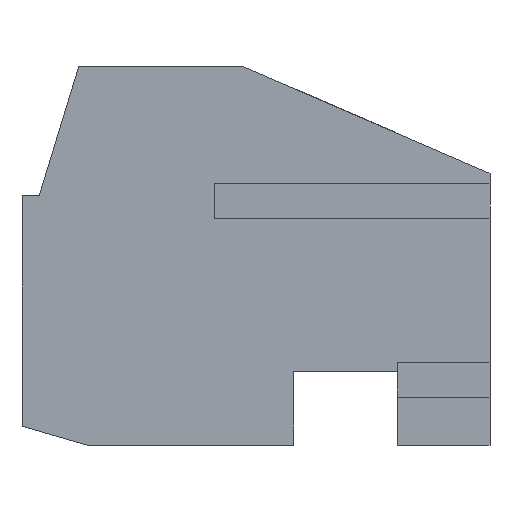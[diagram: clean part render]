
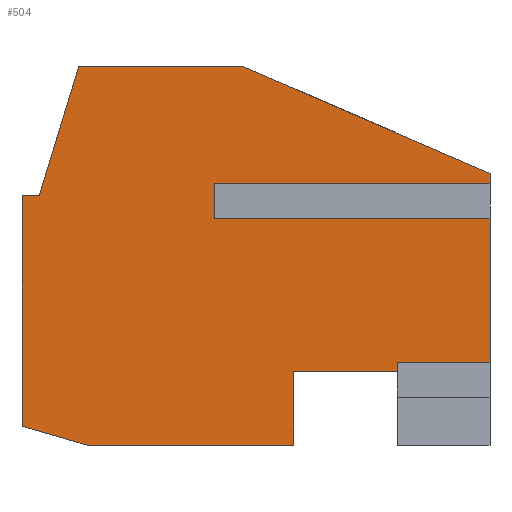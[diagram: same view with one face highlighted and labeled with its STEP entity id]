
A CAD part, left-side view. The second image highlights one B-rep face of the part: STEP entity #504.
In plain terms, the highlighted planar face has unit normal (-1, 0, 0).
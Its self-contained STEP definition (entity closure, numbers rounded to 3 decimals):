
#504 = ADVANCED_FACE( '', ( #1083 ), #1084, .T. );
#1083 = FACE_OUTER_BOUND( '', #1791, .T. );
#1084 = PLANE( '', #1792 );
#1791 = EDGE_LOOP( '', ( #2982, #2983, #2984, #2985, #2986, #2987, #2988, #2989, #2990, #2991, #2992, #2993, #2994, #2995, #2996, #2997 ) );
#1792 = AXIS2_PLACEMENT_3D( '', #2998, #2999, #3000 );
#2982 = ORIENTED_EDGE( '', *, *, #4588, .T. );
#2983 = ORIENTED_EDGE( '', *, *, #4589, .T. );
#2984 = ORIENTED_EDGE( '', *, *, #4331, .F. );
#2985 = ORIENTED_EDGE( '', *, *, #4590, .T. );
#2986 = ORIENTED_EDGE( '', *, *, #4334, .T. );
#2987 = ORIENTED_EDGE( '', *, *, #4591, .T. );
#2988 = ORIENTED_EDGE( '', *, *, #4320, .T. );
#2989 = ORIENTED_EDGE( '', *, *, #4592, .T. );
#2990 = ORIENTED_EDGE( '', *, *, #4593, .T. );
#2991 = ORIENTED_EDGE( '', *, *, #4338, .T. );
#2992 = ORIENTED_EDGE( '', *, *, #4298, .T. );
#2993 = ORIENTED_EDGE( '', *, *, #4594, .T. );
#2994 = ORIENTED_EDGE( '', *, *, #4595, .T. );
#2995 = ORIENTED_EDGE( '', *, *, #4596, .T. );
#2996 = ORIENTED_EDGE( '', *, *, #4597, .T. );
#2997 = ORIENTED_EDGE( '', *, *, #4598, .T. );
#2998 = CARTESIAN_POINT( '', ( -5., 0., 0. ) );
#2999 = DIRECTION( '', ( -1., 0., 0. ) );
#3000 = DIRECTION( '', ( 0., 0., 1. ) );
#4298 = EDGE_CURVE( '', #5158, #5159, #5160, .T. );
#4320 = EDGE_CURVE( '', #5197, #5195, #5198, .T. );
#4331 = EDGE_CURVE( '', #5215, #5211, #5217, .T. );
#4334 = EDGE_CURVE( '', #5222, #5219, #5223, .T. );
#4338 = EDGE_CURVE( '', #5228, #5158, #5229, .T. );
#4588 = EDGE_CURVE( '', #5626, #5627, #5628, .T. );
#4589 = EDGE_CURVE( '', #5627, #5211, #5629, .T. );
#4590 = EDGE_CURVE( '', #5215, #5222, #5630, .T. );
#4591 = EDGE_CURVE( '', #5219, #5197, #5631, .T. );
#4592 = EDGE_CURVE( '', #5195, #5632, #5633, .T. );
#4593 = EDGE_CURVE( '', #5632, #5228, #5634, .T. );
#4594 = EDGE_CURVE( '', #5159, #5635, #5636, .T. );
#4595 = EDGE_CURVE( '', #5635, #5637, #5638, .T. );
#4596 = EDGE_CURVE( '', #5637, #5639, #5640, .T. );
#4597 = EDGE_CURVE( '', #5639, #5641, #5642, .T. );
#4598 = EDGE_CURVE( '', #5641, #5626, #5643, .T. );
#5158 = VERTEX_POINT( '', #6357 );
#5159 = VERTEX_POINT( '', #6358 );
#5160 = LINE( '', #6359, #6360 );
#5195 = VERTEX_POINT( '', #6407 );
#5197 = VERTEX_POINT( '', #6410 );
#5198 = LINE( '', #6411, #6412 );
#5211 = VERTEX_POINT( '', #6430 );
#5215 = VERTEX_POINT( '', #6436 );
#5217 = LINE( '', #6439, #6440 );
#5219 = VERTEX_POINT( '', #6442 );
#5222 = VERTEX_POINT( '', #6446 );
#5223 = LINE( '', #6447, #6448 );
#5228 = VERTEX_POINT( '', #6455 );
#5229 = LINE( '', #6456, #6457 );
#5626 = VERTEX_POINT( '', #7030 );
#5627 = VERTEX_POINT( '', #7031 );
#5628 = LINE( '', #7032, #7033 );
#5629 = LINE( '', #7034, #7035 );
#5630 = LINE( '', #7036, #7037 );
#5631 = LINE( '', #7038, #7039 );
#5632 = VERTEX_POINT( '', #7040 );
#5633 = LINE( '', #7041, #7042 );
#5634 = LINE( '', #7043, #7044 );
#5635 = VERTEX_POINT( '', #7045 );
#5636 = LINE( '', #7046, #7047 );
#5637 = VERTEX_POINT( '', #7048 );
#5638 = LINE( '', #7049, #7050 );
#5639 = VERTEX_POINT( '', #7051 );
#5640 = LINE( '', #7052, #7053 );
#5641 = VERTEX_POINT( '', #7054 );
#5642 = LINE( '', #7055, #7056 );
#5643 = LINE( '', #7057, #7058 );
#6357 = CARTESIAN_POINT( '', ( -5., 4.9, 3.35 ) );
#6358 = CARTESIAN_POINT( '', ( -5., 4.9, -3.35 ) );
#6359 = CARTESIAN_POINT( '', ( -5., 4.9, 3.35 ) );
#6360 = VECTOR( '', #7803, 1000. );
#6407 = CARTESIAN_POINT( '', ( -5., -1.55, 7.1 ) );
#6410 = CARTESIAN_POINT( '', ( -5., -8.7, 4. ) );
#6411 = CARTESIAN_POINT( '', ( -5., -8.7, 4. ) );
#6412 = VECTOR( '', #7829, 1000. );
#6430 = CARTESIAN_POINT( '', ( -5., -8.7, 2.9 ) );
#6436 = CARTESIAN_POINT( '', ( -5., -0.7, 2.9 ) );
#6439 = CARTESIAN_POINT( '', ( -5., -0.7, 2.9 ) );
#6440 = VECTOR( '', #7838, 1000. );
#6442 = CARTESIAN_POINT( '', ( -5., -8.7, 3.5 ) );
#6446 = CARTESIAN_POINT( '', ( -5., -0.7, 3.5 ) );
#6447 = CARTESIAN_POINT( '', ( -5., -0.7, 3.5 ) );
#6448 = VECTOR( '', #7840, 1000. );
#6455 = CARTESIAN_POINT( '', ( -5., 4.4, 3.35 ) );
#6456 = CARTESIAN_POINT( '', ( -5., 4.4, 3.35 ) );
#6457 = VECTOR( '', #7843, 1000. );
#7030 = CARTESIAN_POINT( '', ( -5., -6., -1.7 ) );
#7031 = CARTESIAN_POINT( '', ( -5., -8.7, -1.7 ) );
#7032 = CARTESIAN_POINT( '', ( -5., -6., -1.7 ) );
#7033 = VECTOR( '', #8127, 1000. );
#7034 = CARTESIAN_POINT( '', ( -5., -8.7, -3.9 ) );
#7035 = VECTOR( '', #8128, 1000. );
#7036 = CARTESIAN_POINT( '', ( -5., -0.7, 2.9 ) );
#7037 = VECTOR( '', #8129, 1000. );
#7038 = CARTESIAN_POINT( '', ( -5., -8.7, -3.9 ) );
#7039 = VECTOR( '', #8130, 1000. );
#7040 = CARTESIAN_POINT( '', ( -5., 3.25, 7.1 ) );
#7041 = CARTESIAN_POINT( '', ( -5., -1.55, 7.1 ) );
#7042 = VECTOR( '', #8131, 1000. );
#7043 = CARTESIAN_POINT( '', ( -5., 3.25, 7.1 ) );
#7044 = VECTOR( '', #8132, 1000. );
#7045 = CARTESIAN_POINT( '', ( -5., 3., -3.9 ) );
#7046 = CARTESIAN_POINT( '', ( -5., 4.9, -3.35 ) );
#7047 = VECTOR( '', #8133, 1000. );
#7048 = CARTESIAN_POINT( '', ( -5., -3., -3.9 ) );
#7049 = CARTESIAN_POINT( '', ( -5., 3., -3.9 ) );
#7050 = VECTOR( '', #8134, 1000. );
#7051 = CARTESIAN_POINT( '', ( -5., -3., -1.75 ) );
#7052 = CARTESIAN_POINT( '', ( -5., -3., -3.9 ) );
#7053 = VECTOR( '', #8135, 1000. );
#7054 = CARTESIAN_POINT( '', ( -5., -6., -1.75 ) );
#7055 = CARTESIAN_POINT( '', ( -5., -3., -1.75 ) );
#7056 = VECTOR( '', #8136, 1000. );
#7057 = CARTESIAN_POINT( '', ( -5., -6., -2.3 ) );
#7058 = VECTOR( '', #8137, 1000. );
#7803 = DIRECTION( '', ( 0., 0., -1. ) );
#7829 = DIRECTION( '', ( 0., 0.917, 0.398 ) );
#7838 = DIRECTION( '', ( 0., -1., 0. ) );
#7840 = DIRECTION( '', ( 0., -1., 0. ) );
#7843 = DIRECTION( '', ( 0., 1., 0. ) );
#8127 = DIRECTION( '', ( 0., -1., 0. ) );
#8128 = DIRECTION( '', ( 0., 0., 1. ) );
#8129 = DIRECTION( '', ( 0., 0., 1. ) );
#8130 = DIRECTION( '', ( 0., 0., 1. ) );
#8131 = DIRECTION( '', ( 0., 1., 0. ) );
#8132 = DIRECTION( '', ( 0., 0.293, -0.956 ) );
#8133 = DIRECTION( '', ( 0., -0.961, -0.278 ) );
#8134 = DIRECTION( '', ( 0., -1., 0. ) );
#8135 = DIRECTION( '', ( 0., 0., 1. ) );
#8136 = DIRECTION( '', ( 0., -1., 0. ) );
#8137 = DIRECTION( '', ( 0., 0., 1. ) );
